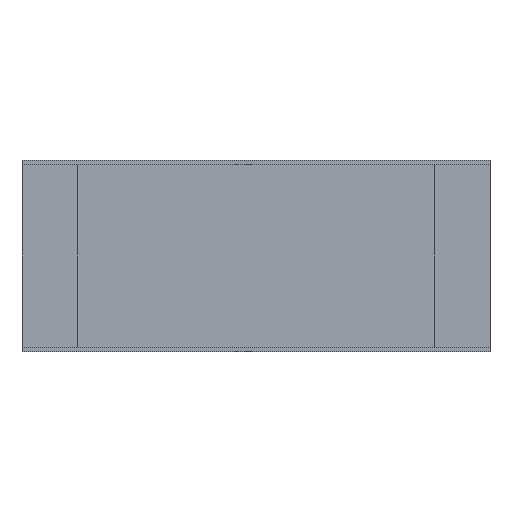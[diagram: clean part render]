
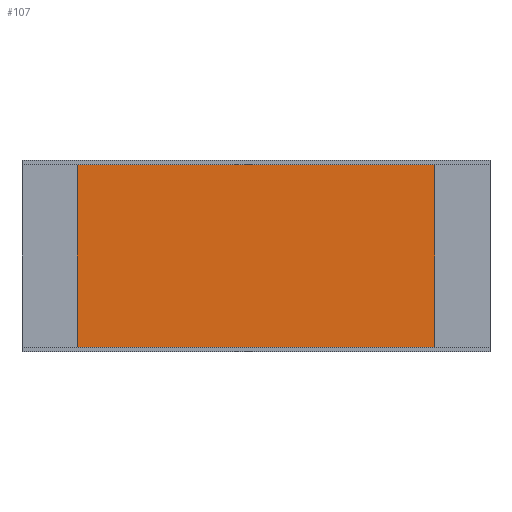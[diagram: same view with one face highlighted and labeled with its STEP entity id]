
A CAD part, front view. The second image highlights one B-rep face of the part: STEP entity #107.
In plain terms, the highlighted planar face has unit normal (0, -1, 0).
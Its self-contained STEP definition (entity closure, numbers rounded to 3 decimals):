
#23 = LINE ( 'NONE', #202, #137 ) ;
#34 = EDGE_CURVE ( 'NONE', #38, #164, #251, .T. ) ;
#38 = VERTEX_POINT ( 'NONE', #526 ) ;
#81 = CARTESIAN_POINT ( 'NONE',  ( 88.05, 21.4, 47.2 ) ) ;
#107 = ADVANCED_FACE ( 'NONE', ( #485 ), #471, .T. ) ;
#137 = VECTOR ( 'NONE', #195, 1000. ) ;
#164 = VERTEX_POINT ( 'NONE', #505 ) ;
#180 = DIRECTION ( 'NONE',  ( 0., 0., -1. ) ) ;
#195 = DIRECTION ( 'NONE',  ( 0., 0., -1. ) ) ;
#199 = ORIENTED_EDGE ( 'NONE', *, *, #414, .T. ) ;
#202 = CARTESIAN_POINT ( 'NONE',  ( -88.05, 21.4, 47.2 ) ) ;
#229 = VECTOR ( 'NONE', #440, 1000. ) ;
#242 = LINE ( 'NONE', #518, #229 ) ;
#251 = LINE ( 'NONE', #81, #566 ) ;
#262 = CARTESIAN_POINT ( 'NONE',  ( -88.05, 21.4, -45. ) ) ;
#265 = ORIENTED_EDGE ( 'NONE', *, *, #456, .F. ) ;
#290 = EDGE_CURVE ( 'NONE', #464, #483, #23, .T. ) ;
#301 = AXIS2_PLACEMENT_3D ( 'NONE', #435, #432, #438 ) ;
#339 = EDGE_LOOP ( 'NONE', ( #265, #565, #199, #386 ) ) ;
#386 = ORIENTED_EDGE ( 'NONE', *, *, #290, .T. ) ;
#389 = CARTESIAN_POINT ( 'NONE',  ( -90.25, 21.4, -45. ) ) ;
#396 = CARTESIAN_POINT ( 'NONE',  ( -88.05, 21.4, 45. ) ) ;
#414 = EDGE_CURVE ( 'NONE', #38, #464, #242, .T. ) ;
#432 = DIRECTION ( 'NONE',  ( 0., -1., 0. ) ) ;
#435 = CARTESIAN_POINT ( 'NONE',  ( -90.25, 21.4, 47.2 ) ) ;
#438 = DIRECTION ( 'NONE',  ( 0., 0., -1. ) ) ;
#440 = DIRECTION ( 'NONE',  ( -1., 0., 0. ) ) ;
#450 = VECTOR ( 'NONE', #469, 1000. ) ;
#456 = EDGE_CURVE ( 'NONE', #164, #483, #503, .T. ) ;
#464 = VERTEX_POINT ( 'NONE', #396 ) ;
#469 = DIRECTION ( 'NONE',  ( -1., 0., 0. ) ) ;
#471 = PLANE ( 'NONE',  #301 ) ;
#483 = VERTEX_POINT ( 'NONE', #262 ) ;
#485 = FACE_OUTER_BOUND ( 'NONE', #339, .T. ) ;
#503 = LINE ( 'NONE', #389, #450 ) ;
#505 = CARTESIAN_POINT ( 'NONE',  ( 88.05, 21.4, -45. ) ) ;
#518 = CARTESIAN_POINT ( 'NONE',  ( -90.25, 21.4, 45. ) ) ;
#526 = CARTESIAN_POINT ( 'NONE',  ( 88.05, 21.4, 45. ) ) ;
#565 = ORIENTED_EDGE ( 'NONE', *, *, #34, .F. ) ;
#566 = VECTOR ( 'NONE', #180, 1000. ) ;
